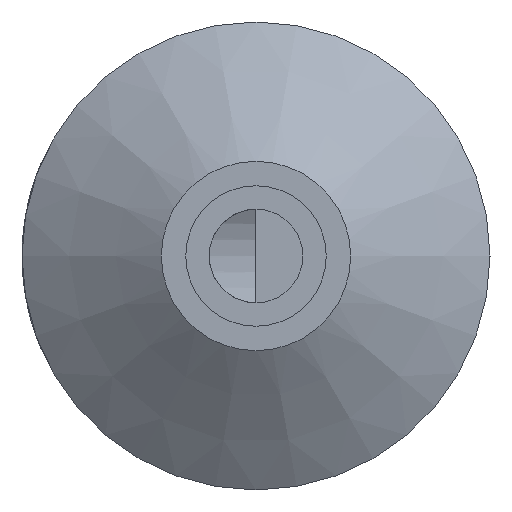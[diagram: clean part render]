
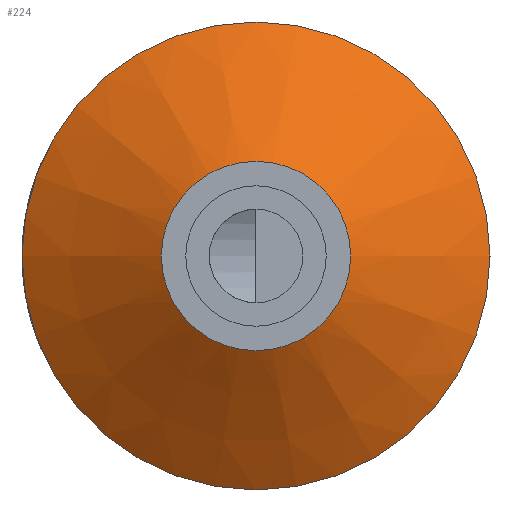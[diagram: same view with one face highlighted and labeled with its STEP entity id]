
A CAD part, left-side view. The second image highlights one B-rep face of the part: STEP entity #224.
In plain terms, the highlighted conical face has half-angle 56.31 degrees and reference radius 0.875 mm.
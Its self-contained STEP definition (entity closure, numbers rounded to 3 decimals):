
#16=CONICAL_SURFACE('',#250,0.875,0.983);
#37=FACE_OUTER_BOUND('',#54,.T.);
#54=EDGE_LOOP('',(#187,#188,#189,#190));
#71=LINE('',#432,#82);
#82=VECTOR('',#310,0.875);
#94=CIRCLE('',#249,0.5);
#95=CIRCLE('',#251,1.25);
#116=VERTEX_POINT('',#426);
#117=VERTEX_POINT('',#430);
#140=EDGE_CURVE('',#116,#116,#94,.T.);
#142=EDGE_CURVE('',#117,#117,#95,.T.);
#143=EDGE_CURVE('',#117,#116,#71,.T.);
#187=ORIENTED_EDGE('',*,*,#142,.F.);
#188=ORIENTED_EDGE('',*,*,#143,.T.);
#189=ORIENTED_EDGE('',*,*,#140,.T.);
#190=ORIENTED_EDGE('',*,*,#143,.F.);
#224=ADVANCED_FACE('',(#37),#16,.T.);
#249=AXIS2_PLACEMENT_3D('',#427,#303,#304);
#250=AXIS2_PLACEMENT_3D('',#429,#306,#307);
#251=AXIS2_PLACEMENT_3D('',#431,#308,#309);
#303=DIRECTION('center_axis',(1.,0.,0.));
#304=DIRECTION('ref_axis',(0.,0.,-1.));
#306=DIRECTION('center_axis',(1.,0.,0.));
#307=DIRECTION('ref_axis',(0.,1.,0.));
#308=DIRECTION('center_axis',(1.,0.,0.));
#309=DIRECTION('ref_axis',(0.,0.,-1.));
#310=DIRECTION('',(-0.555,0.832,0.));
#426=CARTESIAN_POINT('',(-27.06,-0.5,0.));
#427=CARTESIAN_POINT('Origin',(-27.06,0.,0.));
#429=CARTESIAN_POINT('Origin',(-26.81,0.,0.));
#430=CARTESIAN_POINT('',(-26.56,-1.25,0.));
#431=CARTESIAN_POINT('Origin',(-26.56,0.,0.));
#432=CARTESIAN_POINT('',(-26.81,-0.875,0.));
